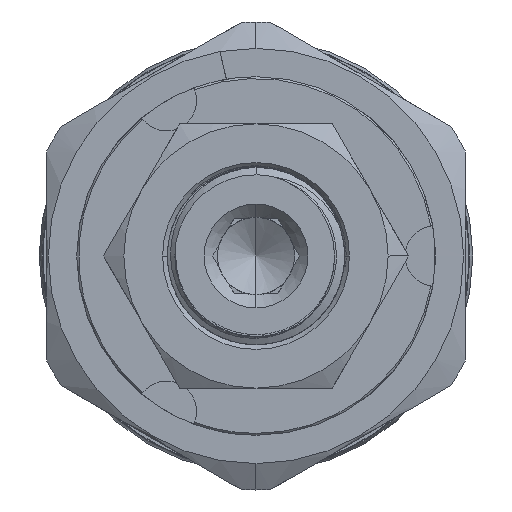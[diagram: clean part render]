
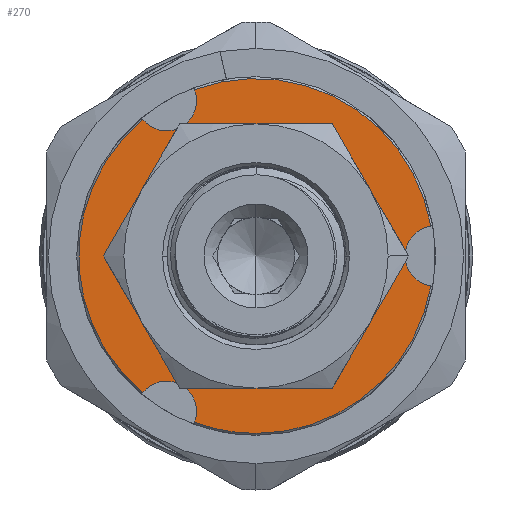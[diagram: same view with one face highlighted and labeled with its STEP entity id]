
A CAD part, left-side view. The second image highlights one B-rep face of the part: STEP entity #270.
In plain terms, the highlighted planar face has unit normal (-1, 0, 0).
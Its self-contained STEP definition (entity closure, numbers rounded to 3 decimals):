
#192 = EDGE_CURVE ( 'NONE', #4941, #5479, #7345, .T. ) ;
#244 = EDGE_CURVE ( 'NONE', #4883, #4689, #12500, .T. ) ;
#270 = ADVANCED_FACE ( 'NONE', ( #12583, #12580 ), #13778, .T. ) ;
#297 = EDGE_CURVE ( 'NONE', #5357, #4689, #12561, .T. ) ;
#369 = EDGE_CURVE ( 'NONE', #5357, #5105, #12444, .T. ) ;
#742 = EDGE_LOOP ( 'NONE', ( #8479, #8297, #8237, #8213, #8396, #8037, #8167 ) ) ;
#2353 = CARTESIAN_POINT ( 'NONE',  ( -7.975, -0.035, 0. ) ) ;
#2354 = DIRECTION ( 'NONE',  ( -1., 0., 0. ) ) ;
#2355 = DIRECTION ( 'NONE',  ( 0., -1., 0. ) ) ;
#2563 = CARTESIAN_POINT ( 'NONE',  ( -7.975, 5.968, -7.233 ) ) ;
#2613 = CARTESIAN_POINT ( 'NONE',  ( -7.975, -0.035, 7. ) ) ;
#2652 = CARTESIAN_POINT ( 'NONE',  ( -7.975, 6.027, -3.5 ) ) ;
#2659 = CARTESIAN_POINT ( 'NONE',  ( -7.975, -6.097, -3.5 ) ) ;
#2660 = CARTESIAN_POINT ( 'NONE',  ( -7.975, -0.035, -7. ) ) ;
#2661 = CARTESIAN_POINT ( 'NONE',  ( -7.975, -6.097, 3.5 ) ) ;
#2723 = CARTESIAN_POINT ( 'NONE',  ( -7.975, 3.227, -8.816 ) ) ;
#2737 = CARTESIAN_POINT ( 'NONE',  ( -7.975, 6.027, 3.5 ) ) ;
#2750 = CARTESIAN_POINT ( 'NONE',  ( -7.975, -9.301, 1.583 ) ) ;
#2782 = CARTESIAN_POINT ( 'NONE',  ( -7.975, 3.227, 8.816 ) ) ;
#2824 = CARTESIAN_POINT ( 'NONE',  ( -7.975, 5.968, 7.233 ) ) ;
#2849 = CARTESIAN_POINT ( 'NONE',  ( -7.975, 6.965, 0. ) ) ;
#2947 = AXIS2_PLACEMENT_3D ( 'NONE', #12868, #12791, #12871 ) ;
#3216 = EDGE_CURVE ( 'NONE', #4897, #5384, #6869, .T. ) ;
#4689 = VERTEX_POINT ( 'NONE', #2563 ) ;
#4751 = VERTEX_POINT ( 'NONE', #2613 ) ;
#4791 = VERTEX_POINT ( 'NONE', #2652 ) ;
#4799 = VERTEX_POINT ( 'NONE', #2659 ) ;
#4800 = VERTEX_POINT ( 'NONE', #2660 ) ;
#4801 = VERTEX_POINT ( 'NONE', #2661 ) ;
#4883 = VERTEX_POINT ( 'NONE', #2723 ) ;
#4897 = VERTEX_POINT ( 'NONE', #2737 ) ;
#4941 = VERTEX_POINT ( 'NONE', #2750 ) ;
#4989 = EDGE_LOOP ( 'NONE', ( #8353, #8487, #8359, #8171, #7959, #8230, #8121 ) ) ;
#5105 = VERTEX_POINT ( 'NONE', #2782 ) ;
#5357 = VERTEX_POINT ( 'NONE', #2824 ) ;
#5384 = VERTEX_POINT ( 'NONE', #2849 ) ;
#5467 = VERTEX_POINT ( 'NONE', #10552 ) ;
#5479 = VERTEX_POINT ( 'NONE', #10564 ) ;
#5975 = AXIS2_PLACEMENT_3D ( 'NONE', #9693, #9758, #9591 ) ;
#6499 = EDGE_CURVE ( 'NONE', #4801, #4751, #7096, .T. ) ;
#6501 = EDGE_CURVE ( 'NONE', #4799, #4800, #7044, .T. ) ;
#6509 = EDGE_CURVE ( 'NONE', #4799, #4801, #6710, .T. ) ;
#6552 = EDGE_CURVE ( 'NONE', #4883, #5467, #6729, .T. ) ;
#6554 = EDGE_CURVE ( 'NONE', #4791, #4800, #7042, .T. ) ;
#6555 = EDGE_CURVE ( 'NONE', #5384, #4791, #7068, .T. ) ;
#6570 = EDGE_CURVE ( 'NONE', #4751, #4897, #7149, .T. ) ;
#6590 = EDGE_CURVE ( 'NONE', #4941, #5105, #6843, .T. ) ;
#6710 = CIRCLE ( 'NONE', #7819, 7. ) ;
#6729 = CIRCLE ( 'NONE', #7817, 9.4 ) ;
#6843 = CIRCLE ( 'NONE', #7848, 9.4 ) ;
#6869 = CIRCLE ( 'NONE', #8329, 7. ) ;
#7036 = CIRCLE ( 'NONE', #8111, 9.4 ) ;
#7042 = CIRCLE ( 'NONE', #7949, 7. ) ;
#7044 = CIRCLE ( 'NONE', #7814, 7. ) ;
#7068 = CIRCLE ( 'NONE', #8152, 7. ) ;
#7096 = CIRCLE ( 'NONE', #7844, 7. ) ;
#7149 = CIRCLE ( 'NONE', #8338, 7. ) ;
#7345 = CIRCLE ( 'NONE', #2947, 1.6 ) ;
#7814 = AXIS2_PLACEMENT_3D ( 'NONE', #10670, #10672, #10673 ) ;
#7817 = AXIS2_PLACEMENT_3D ( 'NONE', #10977, #10978, #10979 ) ;
#7819 = AXIS2_PLACEMENT_3D ( 'NONE', #10709, #10710, #10711 ) ;
#7844 = AXIS2_PLACEMENT_3D ( 'NONE', #10660, #10661, #10662 ) ;
#7848 = AXIS2_PLACEMENT_3D ( 'NONE', #11116, #11117, #11118 ) ;
#7949 = AXIS2_PLACEMENT_3D ( 'NONE', #10981, #10982, #10983 ) ;
#7959 = ORIENTED_EDGE ( 'NONE', *, *, #14296, .T. ) ;
#8037 = ORIENTED_EDGE ( 'NONE', *, *, #3216, .F. ) ;
#8111 = AXIS2_PLACEMENT_3D ( 'NONE', #12000, #12001, #12002 ) ;
#8121 = ORIENTED_EDGE ( 'NONE', *, *, #6590, .T. ) ;
#8152 = AXIS2_PLACEMENT_3D ( 'NONE', #10985, #10986, #10987 ) ;
#8167 = ORIENTED_EDGE ( 'NONE', *, *, #6570, .F. ) ;
#8171 = ORIENTED_EDGE ( 'NONE', *, *, #6552, .T. ) ;
#8213 = ORIENTED_EDGE ( 'NONE', *, *, #6554, .F. ) ;
#8230 = ORIENTED_EDGE ( 'NONE', *, *, #192, .F. ) ;
#8237 = ORIENTED_EDGE ( 'NONE', *, *, #6501, .T. ) ;
#8297 = ORIENTED_EDGE ( 'NONE', *, *, #6509, .F. ) ;
#8329 = AXIS2_PLACEMENT_3D ( 'NONE', #2353, #2354, #2355 ) ;
#8338 = AXIS2_PLACEMENT_3D ( 'NONE', #11031, #11032, #11033 ) ;
#8353 = ORIENTED_EDGE ( 'NONE', *, *, #369, .F. ) ;
#8359 = ORIENTED_EDGE ( 'NONE', *, *, #244, .F. ) ;
#8396 = ORIENTED_EDGE ( 'NONE', *, *, #6555, .F. ) ;
#8479 = ORIENTED_EDGE ( 'NONE', *, *, #6499, .F. ) ;
#8487 = ORIENTED_EDGE ( 'NONE', *, *, #297, .T. ) ;
#9591 = DIRECTION ( 'NONE',  ( 0., 0.866, -0.5 ) ) ;
#9693 = CARTESIAN_POINT ( 'NONE',  ( -7.975, 4.715, 8.227 ) ) ;
#9758 = DIRECTION ( 'NONE',  ( -1., 0., 0. ) ) ;
#10552 = CARTESIAN_POINT ( 'NONE',  ( -7.975, -0.035, -9.4 ) ) ;
#10564 = CARTESIAN_POINT ( 'NONE',  ( -7.975, -9.301, -1.583 ) ) ;
#10660 = CARTESIAN_POINT ( 'NONE',  ( -7.975, -0.035, 0. ) ) ;
#10661 = DIRECTION ( 'NONE',  ( -1., 0., 0. ) ) ;
#10662 = DIRECTION ( 'NONE',  ( 0., -1., 0. ) ) ;
#10670 = CARTESIAN_POINT ( 'NONE',  ( -7.975, -0.035, 0. ) ) ;
#10672 = DIRECTION ( 'NONE',  ( 1., 0., 0. ) ) ;
#10673 = DIRECTION ( 'NONE',  ( 0., -1., 0. ) ) ;
#10709 = CARTESIAN_POINT ( 'NONE',  ( -7.975, -0.035, 0. ) ) ;
#10710 = DIRECTION ( 'NONE',  ( -1., 0., 0. ) ) ;
#10711 = DIRECTION ( 'NONE',  ( 0., -1., 0. ) ) ;
#10977 = CARTESIAN_POINT ( 'NONE',  ( -7.975, -0.035, 0. ) ) ;
#10978 = DIRECTION ( 'NONE',  ( -1., 0., 0. ) ) ;
#10979 = DIRECTION ( 'NONE',  ( 0., 0., 1. ) ) ;
#10981 = CARTESIAN_POINT ( 'NONE',  ( -7.975, -0.035, 0. ) ) ;
#10982 = DIRECTION ( 'NONE',  ( -1., 0., 0. ) ) ;
#10983 = DIRECTION ( 'NONE',  ( 0., -1., 0. ) ) ;
#10985 = CARTESIAN_POINT ( 'NONE',  ( -7.975, -0.035, 0. ) ) ;
#10986 = DIRECTION ( 'NONE',  ( -1., 0., 0. ) ) ;
#10987 = DIRECTION ( 'NONE',  ( 0., -1., 0. ) ) ;
#11031 = CARTESIAN_POINT ( 'NONE',  ( -7.975, -0.035, 0. ) ) ;
#11032 = DIRECTION ( 'NONE',  ( -1., 0., 0. ) ) ;
#11033 = DIRECTION ( 'NONE',  ( 0., -1., 0. ) ) ;
#11116 = CARTESIAN_POINT ( 'NONE',  ( -7.975, -0.035, 0. ) ) ;
#11117 = DIRECTION ( 'NONE',  ( -1., 0., 0. ) ) ;
#11118 = DIRECTION ( 'NONE',  ( 0., 0., 1. ) ) ;
#12000 = CARTESIAN_POINT ( 'NONE',  ( -7.975, -0.035, 0. ) ) ;
#12001 = DIRECTION ( 'NONE',  ( -1., 0., 0. ) ) ;
#12002 = DIRECTION ( 'NONE',  ( 0., 0., 1. ) ) ;
#12444 = CIRCLE ( 'NONE', #5975, 1.6 ) ;
#12500 = CIRCLE ( 'NONE', #13204, 1.6 ) ;
#12561 = CIRCLE ( 'NONE', #13172, 9.4 ) ;
#12580 = FACE_BOUND ( 'NONE', #742, .T. ) ;
#12583 = FACE_OUTER_BOUND ( 'NONE', #4989, .T. ) ;
#12791 = DIRECTION ( 'NONE',  ( -1., 0., 0. ) ) ;
#12868 = CARTESIAN_POINT ( 'NONE',  ( -7.975, -9.535, 0. ) ) ;
#12871 = DIRECTION ( 'NONE',  ( 0., 0., 1. ) ) ;
#13172 = AXIS2_PLACEMENT_3D ( 'NONE', #13934, #13865, #13785 ) ;
#13201 = AXIS2_PLACEMENT_3D ( 'NONE', #13775, #13774, #13771 ) ;
#13204 = AXIS2_PLACEMENT_3D ( 'NONE', #13461, #13460, #13459 ) ;
#13459 = DIRECTION ( 'NONE',  ( 0., -0.866, -0.5 ) ) ;
#13460 = DIRECTION ( 'NONE',  ( -1., 0., 0. ) ) ;
#13461 = CARTESIAN_POINT ( 'NONE',  ( -7.975, 4.715, -8.227 ) ) ;
#13771 = DIRECTION ( 'NONE',  ( 0., 0., 1. ) ) ;
#13774 = DIRECTION ( 'NONE',  ( -1., 0., 0. ) ) ;
#13775 = CARTESIAN_POINT ( 'NONE',  ( -7.975, -0.035, 0. ) ) ;
#13778 = PLANE ( 'NONE',  #13201 ) ;
#13785 = DIRECTION ( 'NONE',  ( 0., 0., 1. ) ) ;
#13865 = DIRECTION ( 'NONE',  ( -1., 0., 0. ) ) ;
#13934 = CARTESIAN_POINT ( 'NONE',  ( -7.975, -0.035, 0. ) ) ;
#14296 = EDGE_CURVE ( 'NONE', #5467, #5479, #7036, .T. ) ;
